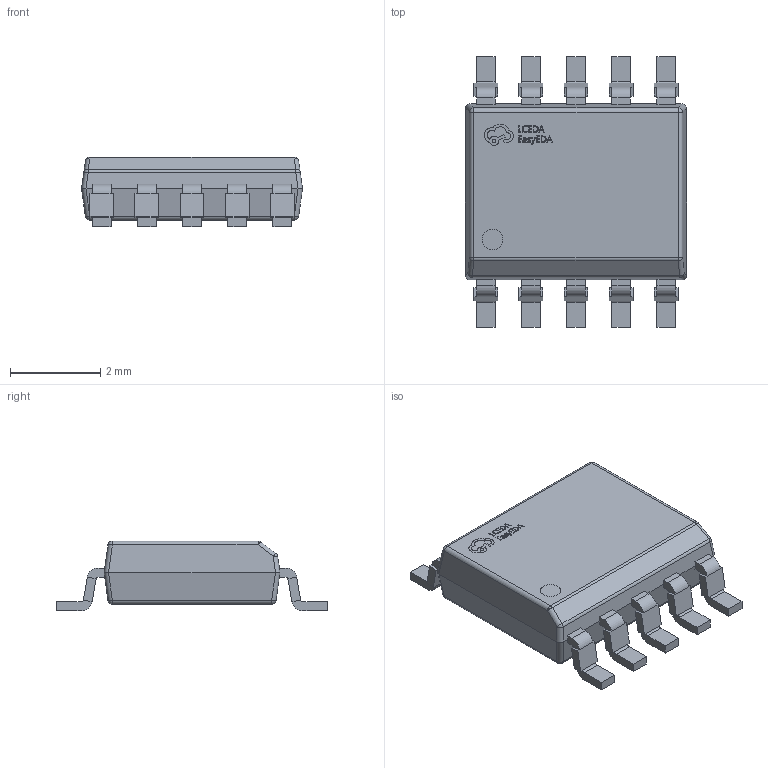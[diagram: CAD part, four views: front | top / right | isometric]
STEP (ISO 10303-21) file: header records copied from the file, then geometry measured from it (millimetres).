
FILE_DESCRIPTION (( 'STEP AP214' ), '1' );
FILE_NAME ('SSOP-10_L4.9-W3.9-P1.00-LS6.0-BL-1.step', '2022-07-26T10:25:01', ( '' ), ( '' ), 'SwSTEP 2.0', 'SolidWorks 2020', '' );
FILE_SCHEMA (( 'AUTOMOTIVE_DESIGN' ));
Length unit declared in the file: millimetre
Products named in the file (1): SSOP-10_L4.9-W3.9-P1.00-LS6.0-BL-1
Bounding box: 4.9 x 6 x 1.55 mm (x, y, z)
Volume: 26.7 mm3; surface area: 78.9 mm2
Topology: 14 solids, 14 shells, 543 faces, 1403 edges, 896 vertices
Faces by surface type: plane 360, bspline 112, cylinder 61, sphere 10
Entity records: 23607 total; most frequent: CARTESIAN_POINT 4959, ORIENTED_EDGE 2806, DIRECTION 2149, EDGE_CURVE 1403, VECTOR 1057, LINE 1057, VERTEX_POINT 896, EDGE_LOOP 563
